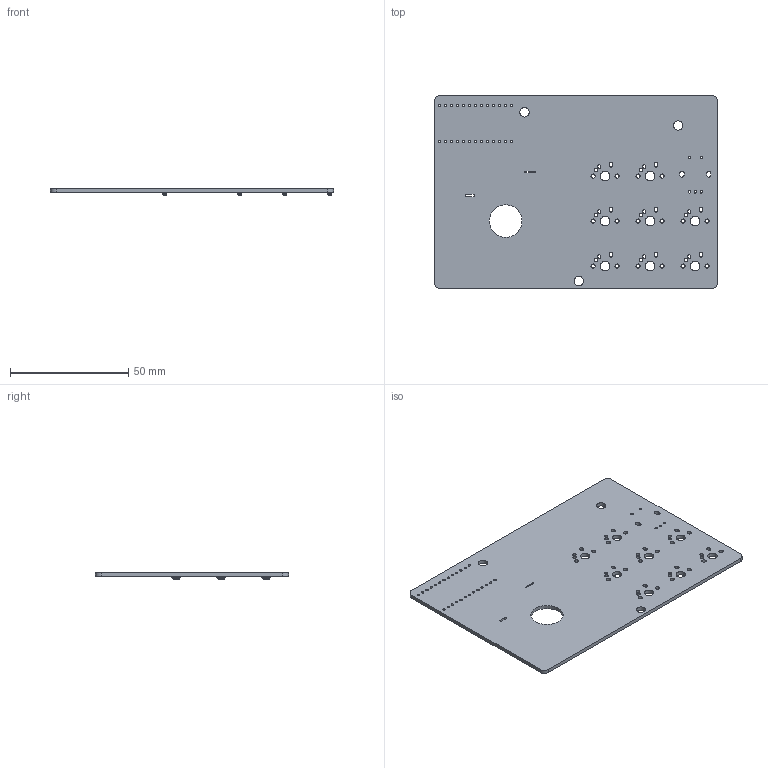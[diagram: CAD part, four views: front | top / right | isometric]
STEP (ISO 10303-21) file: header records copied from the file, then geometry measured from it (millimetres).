
FILE_DESCRIPTION(('KiCad electronic assembly'),'2;1');
FILE_NAME('micarrizo-pad.step','2024-05-04T17:26:50',('An Author'),( 'A Company'),'Open CASCADE STEP processor 6.9', 'KiCad to STEP converter','Unknown');
FILE_SCHEMA(('AUTOMOTIVE_DESIGN { 1 0 10303 214 1 1 1 1 }'));
Length unit declared in the file: millimetre
Products named in the file (4): Open CASCADE STEP translator 6.9 1; D_SOD-123; SOLID; COMPOUND
Assembly tree (11 placements, depth 3):
  Open CASCADE STEP translator 6.9 1
    D_SOD-123  x9
      SOLID
    COMPOUND
Bounding box: 119.86 x 81.76 x 2.9 mm (x, y, z)
Volume: 15056.8 mm3; surface area: 20419.7 mm2
Topology: 10 solids, 10 shells, 736 faces, 1797 edges, 1090 vertices
Faces by surface type: plane 311, bspline 234, cylinder 191
Full cylindrical faces by diameter (mm): 1 x31, 1.47 x16, 1.75 x16, 3.988 x8, 4 x3, 13.8 x1
Entity records: 14436 total; most frequent: CARTESIAN_POINT 2449, DIRECTION 2155, ORIENTED_EDGE 1098, PCURVE 1098, DEFINITIONAL_REPRESENTATION 1098, LINE 1029, VECTOR 1029, EDGE_CURVE 549
